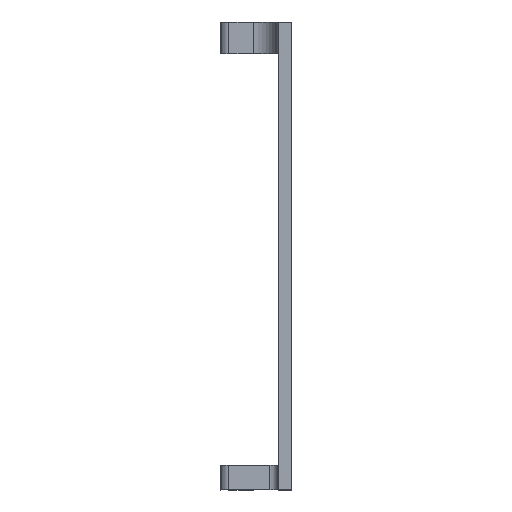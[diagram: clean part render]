
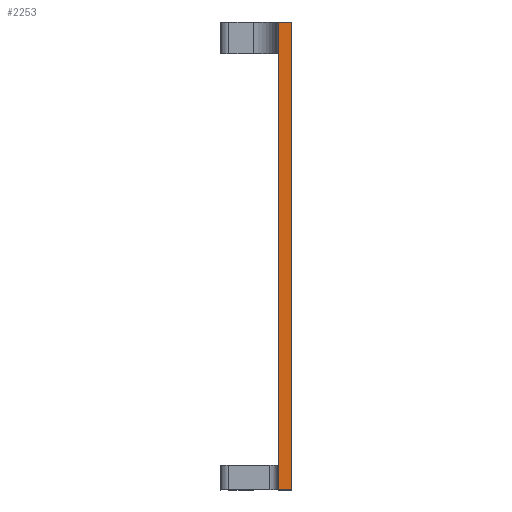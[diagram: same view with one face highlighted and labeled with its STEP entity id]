
A CAD part, left-side view. The second image highlights one B-rep face of the part: STEP entity #2253.
In plain terms, the highlighted planar face has unit normal (-1, 0, 0).
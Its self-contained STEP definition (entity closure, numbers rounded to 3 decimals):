
#107=PLANE('',#2433);
#213=FACE_OUTER_BOUND('',#360,.T.);
#360=EDGE_LOOP('',(#2039,#2040,#2041,#2042));
#389=LINE('',#3067,#649);
#468=LINE('',#3271,#728);
#513=LINE('',#3405,#773);
#580=LINE('',#3569,#840);
#649=VECTOR('',#2472,10.);
#728=VECTOR('',#2607,10.);
#773=VECTOR('',#2730,10.);
#840=VECTOR('',#2849,10.);
#970=VERTEX_POINT('',#3064);
#971=VERTEX_POINT('',#3066);
#1068=VERTEX_POINT('',#3270);
#1108=VERTEX_POINT('',#3404);
#1185=EDGE_CURVE('',#971,#970,#389,.T.);
#1287=EDGE_CURVE('',#1068,#971,#468,.T.);
#1351=EDGE_CURVE('',#1068,#1108,#513,.T.);
#1435=EDGE_CURVE('',#1108,#970,#580,.T.);
#2039=ORIENTED_EDGE('',*,*,#1351,.F.);
#2040=ORIENTED_EDGE('',*,*,#1287,.T.);
#2041=ORIENTED_EDGE('',*,*,#1185,.T.);
#2042=ORIENTED_EDGE('',*,*,#1435,.F.);
#2253=ADVANCED_FACE('',(#213),#107,.F.);
#2433=AXIS2_PLACEMENT_3D('',#3678,#3001,#3002);
#2472=DIRECTION('',(0.,0.,-1.));
#2607=DIRECTION('',(0.,1.,0.));
#2730=DIRECTION('',(0.,0.,-1.));
#2849=DIRECTION('',(0.,1.,0.));
#3001=DIRECTION('center_axis',(1.,0.,0.));
#3002=DIRECTION('ref_axis',(0.,0.,-1.));
#3064=CARTESIAN_POINT('',(55.831,-0.769,-59.));
#3066=CARTESIAN_POINT('',(55.831,-0.769,-2.6));
#3067=CARTESIAN_POINT('',(55.831,-0.769,-2.6));
#3270=CARTESIAN_POINT('',(55.831,-2.369,-2.6));
#3271=CARTESIAN_POINT('',(55.831,-2.369,-2.6));
#3404=CARTESIAN_POINT('',(55.831,-2.369,-59.));
#3405=CARTESIAN_POINT('',(55.831,-2.369,-2.6));
#3569=CARTESIAN_POINT('',(55.831,-2.369,-59.));
#3678=CARTESIAN_POINT('Origin',(55.831,-2.369,-2.6));
